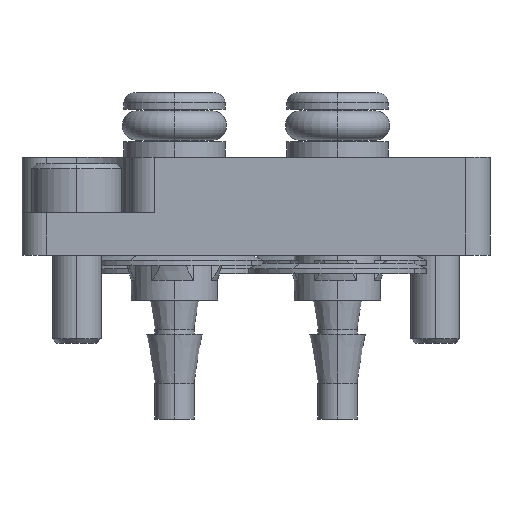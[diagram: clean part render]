
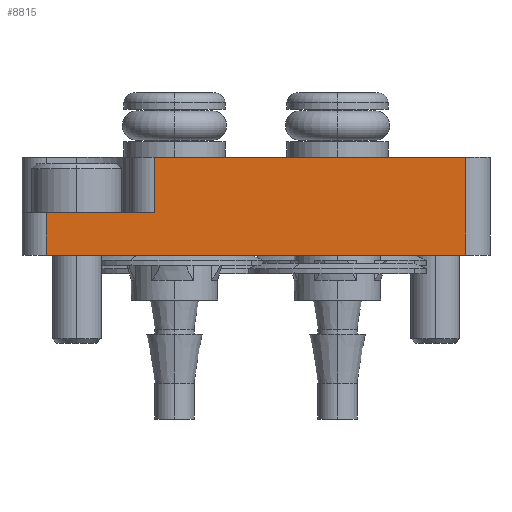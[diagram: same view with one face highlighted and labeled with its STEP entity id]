
A CAD part, front view. The second image highlights one B-rep face of the part: STEP entity #8815.
In plain terms, the highlighted face is planar.
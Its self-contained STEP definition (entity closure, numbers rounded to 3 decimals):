
#46 = VECTOR ( 'NONE', #2773, 1000. ) ;
#419 = DIRECTION ( 'NONE',  ( 0., 0., -1. ) ) ;
#435 = CARTESIAN_POINT ( 'NONE',  ( 30., 6., -12.85 ) ) ;
#527 = CARTESIAN_POINT ( 'NONE',  ( 30., 6., 14.35 ) ) ;
#532 = DIRECTION ( 'NONE',  ( 1., 0., 0. ) ) ;
#644 = FACE_OUTER_BOUND ( 'NONE', #5508, .T. ) ;
#670 = DIRECTION ( 'NONE',  ( 0., -1., 0. ) ) ;
#1123 = CARTESIAN_POINT ( 'NONE',  ( 30., 2.6, 6.25 ) ) ;
#1772 = CARTESIAN_POINT ( 'NONE',  ( 30., 0., 14.35 ) ) ;
#1858 = DIRECTION ( 'NONE',  ( 0., -1., 0. ) ) ;
#2067 = DIRECTION ( 'NONE',  ( 0., 1., 0. ) ) ;
#2773 = DIRECTION ( 'NONE',  ( 0., 0., -1. ) ) ;
#3155 = EDGE_CURVE ( 'NONE', #8416, #7381, #7041, .T. ) ;
#3319 = CARTESIAN_POINT ( 'NONE',  ( 30., 0., 12.85 ) ) ;
#3739 = LINE ( 'NONE', #7229, #46 ) ;
#3870 = ORIENTED_EDGE ( 'NONE', *, *, #6085, .T. ) ;
#4033 = VECTOR ( 'NONE', #2067, 1000. ) ;
#4047 = CARTESIAN_POINT ( 'NONE',  ( 30., 6., 14.35 ) ) ;
#4087 = CARTESIAN_POINT ( 'NONE',  ( 30., 0., -12.85 ) ) ;
#4235 = VERTEX_POINT ( 'NONE', #4087 ) ;
#4666 = CARTESIAN_POINT ( 'NONE',  ( 30., 0., 12.85 ) ) ;
#4755 = LINE ( 'NONE', #435, #4033 ) ;
#5018 = LINE ( 'NONE', #527, #6764 ) ;
#5102 = EDGE_CURVE ( 'NONE', #10990, #4235, #8810, .T. ) ;
#5242 = DIRECTION ( 'NONE',  ( 0., 0., -1. ) ) ;
#5508 = EDGE_LOOP ( 'NONE', ( #5935, #6834, #10592, #5823, #6184, #3870 ) ) ;
#5670 = EDGE_CURVE ( 'NONE', #7478, #7381, #3739, .T. ) ;
#5823 = ORIENTED_EDGE ( 'NONE', *, *, #3155, .T. ) ;
#5935 = ORIENTED_EDGE ( 'NONE', *, *, #5102, .T. ) ;
#6022 = VECTOR ( 'NONE', #5242, 1000. ) ;
#6085 = EDGE_CURVE ( 'NONE', #7478, #10990, #11119, .T. ) ;
#6184 = ORIENTED_EDGE ( 'NONE', *, *, #5670, .F. ) ;
#6528 = CARTESIAN_POINT ( 'NONE',  ( 30., 6., 6.25 ) ) ;
#6728 = VECTOR ( 'NONE', #1858, 1000. ) ;
#6764 = VECTOR ( 'NONE', #419, 1000. ) ;
#6819 = EDGE_CURVE ( 'NONE', #8416, #7576, #5018, .T. ) ;
#6834 = ORIENTED_EDGE ( 'NONE', *, *, #7529, .T. ) ;
#7041 = LINE ( 'NONE', #1123, #6728 ) ;
#7130 = VECTOR ( 'NONE', #670, 1000. ) ;
#7176 = AXIS2_PLACEMENT_3D ( 'NONE', #4047, #532, #7643 ) ;
#7229 = CARTESIAN_POINT ( 'NONE',  ( 30., 2.6, 7.75 ) ) ;
#7381 = VERTEX_POINT ( 'NONE', #9633 ) ;
#7478 = VERTEX_POINT ( 'NONE', #7775 ) ;
#7529 = EDGE_CURVE ( 'NONE', #4235, #7576, #4755, .T. ) ;
#7576 = VERTEX_POINT ( 'NONE', #7598 ) ;
#7598 = CARTESIAN_POINT ( 'NONE',  ( 30., 6., -12.85 ) ) ;
#7643 = DIRECTION ( 'NONE',  ( 0., 1., 0. ) ) ;
#7775 = CARTESIAN_POINT ( 'NONE',  ( 30., 2.6, 12.85 ) ) ;
#8416 = VERTEX_POINT ( 'NONE', #6528 ) ;
#8810 = LINE ( 'NONE', #1772, #6022 ) ;
#8815 = ADVANCED_FACE ( 'NONE', ( #644 ), #10074, .T. ) ;
#9633 = CARTESIAN_POINT ( 'NONE',  ( 30., 2.6, 6.25 ) ) ;
#10074 = PLANE ( 'NONE',  #7176 ) ;
#10592 = ORIENTED_EDGE ( 'NONE', *, *, #6819, .F. ) ;
#10990 = VERTEX_POINT ( 'NONE', #4666 ) ;
#11119 = LINE ( 'NONE', #3319, #7130 ) ;
